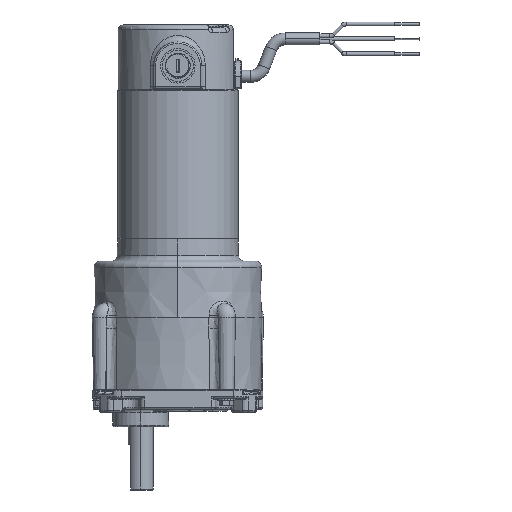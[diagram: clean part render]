
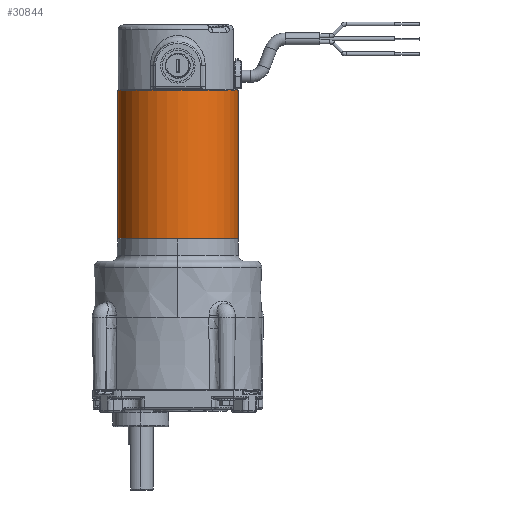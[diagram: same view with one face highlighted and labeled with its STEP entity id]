
A CAD part, left-side view. The second image highlights one B-rep face of the part: STEP entity #30844.
In plain terms, the highlighted cylindrical face has radius 30.671 mm (diameter 61.341 mm), a partial arc.
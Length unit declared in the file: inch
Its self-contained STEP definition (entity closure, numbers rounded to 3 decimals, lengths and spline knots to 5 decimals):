
#1099 = CARTESIAN_POINT ( 'NONE',  ( 0., -1.2075, 0.015 ) ) ;
#3843 = ORIENTED_EDGE ( 'NONE', *, *, #49812, .F. ) ;
#4604 = CIRCLE ( 'NONE', #15641, 1.2075 ) ;
#4798 = LINE ( 'NONE', #32493, #27546 ) ;
#5976 = EDGE_CURVE ( 'NONE', #25500, #21365, #4604, .T. ) ;
#6120 = CARTESIAN_POINT ( 'NONE',  ( 0., 1.2075, 0. ) ) ;
#6921 = DIRECTION ( 'NONE',  ( 0., 0., -1. ) ) ;
#8278 = CARTESIAN_POINT ( 'NONE',  ( 0., 0., 0.015 ) ) ;
#12561 = DIRECTION ( 'NONE',  ( 0., 1., 0. ) ) ;
#14797 = ORIENTED_EDGE ( 'NONE', *, *, #50272, .F. ) ;
#15641 = AXIS2_PLACEMENT_3D ( 'NONE', #41104, #25535, #40043 ) ;
#16878 = CIRCLE ( 'NONE', #40926, 1.2075 ) ;
#17496 = CARTESIAN_POINT ( 'NONE',  ( 0., -1.2075, 2.985 ) ) ;
#18414 = AXIS2_PLACEMENT_3D ( 'NONE', #21704, #51619, #26027 ) ;
#19612 = CARTESIAN_POINT ( 'NONE',  ( 0., 1.2075, 0.015 ) ) ;
#20892 = CARTESIAN_POINT ( 'NONE',  ( 0., 1.2075, 2.985 ) ) ;
#21365 = VERTEX_POINT ( 'NONE', #20892 ) ;
#21704 = CARTESIAN_POINT ( 'NONE',  ( 0., 0., 0. ) ) ;
#23143 = EDGE_LOOP ( 'NONE', ( #14797, #30893, #29761, #3843 ) ) ;
#23364 = EDGE_CURVE ( 'NONE', #21365, #41853, #50393, .T. ) ;
#25500 = VERTEX_POINT ( 'NONE', #17496 ) ;
#25535 = DIRECTION ( 'NONE',  ( 0., 0., -1. ) ) ;
#25691 = CYLINDRICAL_SURFACE ( 'NONE', #18414, 1.2075 ) ;
#26027 = DIRECTION ( 'NONE',  ( 0., 1., 0. ) ) ;
#27546 = VECTOR ( 'NONE', #6921, 39.37008 ) ;
#27591 = DIRECTION ( 'NONE',  ( 0., 0., -1. ) ) ;
#29761 = ORIENTED_EDGE ( 'NONE', *, *, #23364, .T. ) ;
#30844 = ADVANCED_FACE ( 'NONE', ( #38357 ), #25691, .T. ) ;
#30893 = ORIENTED_EDGE ( 'NONE', *, *, #5976, .T. ) ;
#32493 = CARTESIAN_POINT ( 'NONE',  ( 0., -1.2075, 0. ) ) ;
#38138 = DIRECTION ( 'NONE',  ( 0., 0., -1. ) ) ;
#38357 = FACE_OUTER_BOUND ( 'NONE', #23143, .T. ) ;
#38966 = VECTOR ( 'NONE', #27591, 39.37008 ) ;
#40043 = DIRECTION ( 'NONE',  ( 0., 1., 0. ) ) ;
#40926 = AXIS2_PLACEMENT_3D ( 'NONE', #8278, #38138, #12561 ) ;
#41104 = CARTESIAN_POINT ( 'NONE',  ( 0., 0., 2.985 ) ) ;
#41853 = VERTEX_POINT ( 'NONE', #19612 ) ;
#45435 = VERTEX_POINT ( 'NONE', #1099 ) ;
#49812 = EDGE_CURVE ( 'NONE', #45435, #41853, #16878, .T. ) ;
#50272 = EDGE_CURVE ( 'NONE', #25500, #45435, #4798, .T. ) ;
#50393 = LINE ( 'NONE', #6120, #38966 ) ;
#51619 = DIRECTION ( 'NONE',  ( 0., 0., -1. ) ) ;
